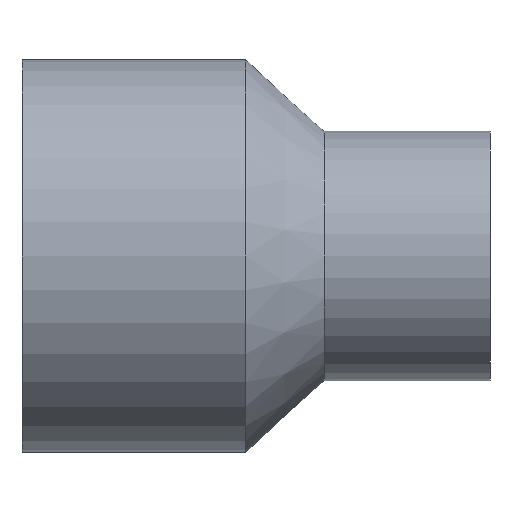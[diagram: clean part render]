
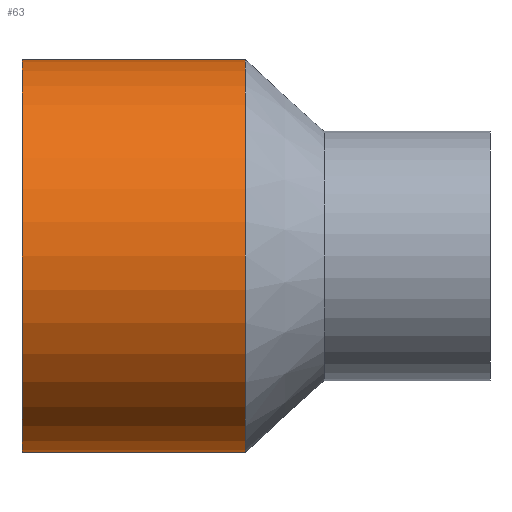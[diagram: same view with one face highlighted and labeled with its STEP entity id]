
A CAD part, front view. The second image highlights one B-rep face of the part: STEP entity #63.
In plain terms, the highlighted cylindrical face has radius 157.5 mm (diameter 315 mm), a full revolution.
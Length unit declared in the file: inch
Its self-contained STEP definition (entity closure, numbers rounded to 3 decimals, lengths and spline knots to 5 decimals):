
#16 = CARTESIAN_POINT ( 'NONE',  ( 0., 0., -6.20079 ) ) ;
#28 = AXIS2_PLACEMENT_3D ( 'NONE', #144, #103, #176 ) ;
#34 = EDGE_LOOP ( 'NONE', ( #243 ) ) ;
#37 = AXIS2_PLACEMENT_3D ( 'NONE', #134, #74, #132 ) ;
#38 = EDGE_LOOP ( 'NONE', ( #214 ) ) ;
#43 = DIRECTION ( 'NONE',  ( 1., 0., 0. ) ) ;
#49 = CARTESIAN_POINT ( 'NONE',  ( 7.04724, 0., -6.20079 ) ) ;
#53 = CIRCLE ( 'NONE', #28, 6.20079 ) ;
#63 = ADVANCED_FACE ( 'NONE', ( #114, #173 ), #229, .T. ) ;
#74 = DIRECTION ( 'NONE',  ( 1., 0., 0. ) ) ;
#103 = DIRECTION ( 'NONE',  ( -1., 0., 0. ) ) ;
#107 = EDGE_CURVE ( 'NONE', #192, #192, #53, .T. ) ;
#114 = FACE_OUTER_BOUND ( 'NONE', #38, .T. ) ;
#125 = EDGE_CURVE ( 'NONE', #218, #218, #209, .T. ) ;
#132 = DIRECTION ( 'NONE',  ( 0., 0., -1. ) ) ;
#134 = CARTESIAN_POINT ( 'NONE',  ( 0., 0., 0. ) ) ;
#138 = AXIS2_PLACEMENT_3D ( 'NONE', #193, #43, #168 ) ;
#144 = CARTESIAN_POINT ( 'NONE',  ( 7.04724, 0., 0. ) ) ;
#168 = DIRECTION ( 'NONE',  ( 0., 0., -1. ) ) ;
#173 = FACE_OUTER_BOUND ( 'NONE', #34, .T. ) ;
#176 = DIRECTION ( 'NONE',  ( 0., 0., -1. ) ) ;
#192 = VERTEX_POINT ( 'NONE', #49 ) ;
#193 = CARTESIAN_POINT ( 'NONE',  ( 3.52362, 0., 0. ) ) ;
#209 = CIRCLE ( 'NONE', #37, 6.20079 ) ;
#214 = ORIENTED_EDGE ( 'NONE', *, *, #107, .T. ) ;
#218 = VERTEX_POINT ( 'NONE', #16 ) ;
#229 = CYLINDRICAL_SURFACE ( 'NONE', #138, 6.20079 ) ;
#243 = ORIENTED_EDGE ( 'NONE', *, *, #125, .T. ) ;
